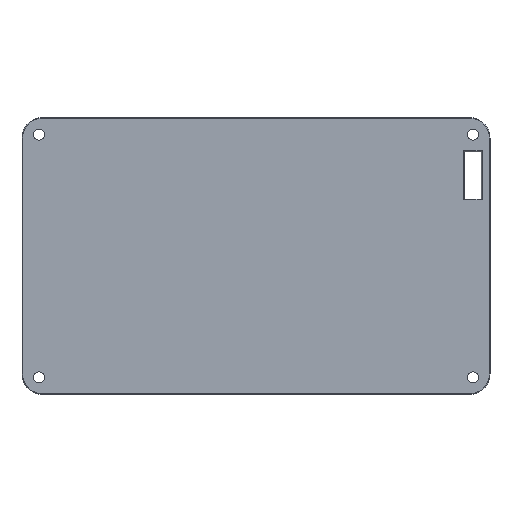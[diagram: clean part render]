
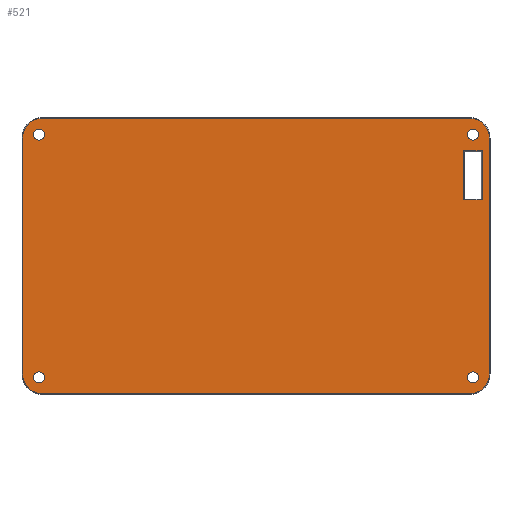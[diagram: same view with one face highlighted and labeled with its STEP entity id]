
A CAD part, top view. The second image highlights one B-rep face of the part: STEP entity #521.
In plain terms, the highlighted planar face has unit normal (0, 0, 1).
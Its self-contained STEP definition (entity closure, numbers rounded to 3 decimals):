
#15=FACE_BOUND('',#100,.T.);
#16=FACE_BOUND('',#101,.T.);
#17=FACE_BOUND('',#102,.T.);
#18=FACE_BOUND('',#103,.T.);
#19=FACE_BOUND('',#104,.T.);
#33=CIRCLE('',#543,5.8);
#35=CIRCLE('',#547,5.8);
#37=CIRCLE('',#551,5.8);
#39=CIRCLE('',#555,5.8);
#43=CIRCLE('',#564,1.6);
#44=CIRCLE('',#565,1.6);
#45=CIRCLE('',#566,1.6);
#46=CIRCLE('',#567,1.6);
#69=FACE_OUTER_BOUND('',#99,.T.);
#99=EDGE_LOOP('',(#395,#396,#397,#398,#399,#400,#401,#402));
#100=EDGE_LOOP('',(#403,#404,#405,#406));
#101=EDGE_LOOP('',(#407));
#102=EDGE_LOOP('',(#408));
#103=EDGE_LOOP('',(#409));
#104=EDGE_LOOP('',(#410));
#128=LINE('',#751,#180);
#133=LINE('',#765,#185);
#137=LINE('',#777,#189);
#141=LINE('',#789,#193);
#150=LINE('',#815,#202);
#151=LINE('',#817,#203);
#152=LINE('',#819,#204);
#153=LINE('',#820,#205);
#180=VECTOR('',#596,10.);
#185=VECTOR('',#609,10.);
#189=VECTOR('',#621,10.);
#193=VECTOR('',#633,10.);
#202=VECTOR('',#662,10.);
#203=VECTOR('',#663,10.);
#204=VECTOR('',#664,10.);
#205=VECTOR('',#665,10.);
#232=VERTEX_POINT('',#748);
#233=VERTEX_POINT('',#750);
#236=VERTEX_POINT('',#757);
#238=VERTEX_POINT('',#763);
#240=VERTEX_POINT('',#769);
#242=VERTEX_POINT('',#775);
#244=VERTEX_POINT('',#781);
#246=VERTEX_POINT('',#787);
#252=VERTEX_POINT('',#813);
#253=VERTEX_POINT('',#814);
#254=VERTEX_POINT('',#816);
#255=VERTEX_POINT('',#818);
#256=VERTEX_POINT('',#821);
#257=VERTEX_POINT('',#823);
#258=VERTEX_POINT('',#825);
#259=VERTEX_POINT('',#827);
#276=EDGE_CURVE('',#232,#233,#128,.T.);
#280=EDGE_CURVE('',#236,#232,#33,.T.);
#283=EDGE_CURVE('',#238,#236,#133,.T.);
#286=EDGE_CURVE('',#240,#238,#35,.T.);
#289=EDGE_CURVE('',#242,#240,#137,.T.);
#292=EDGE_CURVE('',#244,#242,#37,.T.);
#295=EDGE_CURVE('',#246,#244,#141,.T.);
#297=EDGE_CURVE('',#233,#246,#39,.T.);
#308=EDGE_CURVE('',#252,#253,#150,.T.);
#309=EDGE_CURVE('',#254,#252,#151,.T.);
#310=EDGE_CURVE('',#255,#254,#152,.T.);
#311=EDGE_CURVE('',#253,#255,#153,.T.);
#312=EDGE_CURVE('',#256,#256,#43,.T.);
#313=EDGE_CURVE('',#257,#257,#44,.T.);
#314=EDGE_CURVE('',#258,#258,#45,.T.);
#315=EDGE_CURVE('',#259,#259,#46,.T.);
#395=ORIENTED_EDGE('',*,*,#276,.F.);
#396=ORIENTED_EDGE('',*,*,#280,.F.);
#397=ORIENTED_EDGE('',*,*,#283,.F.);
#398=ORIENTED_EDGE('',*,*,#286,.F.);
#399=ORIENTED_EDGE('',*,*,#289,.F.);
#400=ORIENTED_EDGE('',*,*,#292,.F.);
#401=ORIENTED_EDGE('',*,*,#295,.F.);
#402=ORIENTED_EDGE('',*,*,#297,.F.);
#403=ORIENTED_EDGE('',*,*,#308,.F.);
#404=ORIENTED_EDGE('',*,*,#309,.F.);
#405=ORIENTED_EDGE('',*,*,#310,.F.);
#406=ORIENTED_EDGE('',*,*,#311,.F.);
#407=ORIENTED_EDGE('',*,*,#312,.T.);
#408=ORIENTED_EDGE('',*,*,#313,.T.);
#409=ORIENTED_EDGE('',*,*,#314,.T.);
#410=ORIENTED_EDGE('',*,*,#315,.T.);
#497=PLANE('',#563);
#521=ADVANCED_FACE('',(#69,#15,#16,#17,#18,#19),#497,.T.);
#543=AXIS2_PLACEMENT_3D('',#759,#602,#603);
#547=AXIS2_PLACEMENT_3D('',#771,#614,#615);
#551=AXIS2_PLACEMENT_3D('',#783,#626,#627);
#555=AXIS2_PLACEMENT_3D('',#792,#637,#638);
#563=AXIS2_PLACEMENT_3D('',#812,#660,#661);
#564=AXIS2_PLACEMENT_3D('',#822,#666,#667);
#565=AXIS2_PLACEMENT_3D('',#824,#668,#669);
#566=AXIS2_PLACEMENT_3D('',#826,#670,#671);
#567=AXIS2_PLACEMENT_3D('',#828,#672,#673);
#596=DIRECTION('',(0.,-1.,0.));
#602=DIRECTION('center_axis',(0.,0.,
-1.));
#603=DIRECTION('ref_axis',(1.,0.,0.));
#609=DIRECTION('',(1.,0.,0.));
#614=DIRECTION('center_axis',(0.,0.,
-1.));
#615=DIRECTION('ref_axis',(0.,1.,0.));
#621=DIRECTION('',(0.,1.,0.));
#626=DIRECTION('center_axis',(0.,0.,
-1.));
#627=DIRECTION('ref_axis',(-1.,0.,0.));
#633=DIRECTION('',(-1.,0.,0.));
#637=DIRECTION('center_axis',(0.,0.,
-1.));
#638=DIRECTION('ref_axis',(0.,-1.,0.));
#660=DIRECTION('center_axis',(0.,0.,
1.));
#661=DIRECTION('ref_axis',(1.,0.,0.));
#662=DIRECTION('',(0.,1.,0.));
#663=DIRECTION('',(1.,0.,0.));
#664=DIRECTION('',(0.,-1.,0.));
#665=DIRECTION('',(-1.,0.,0.));
#666=DIRECTION('center_axis',(0.,0.,
-1.));
#667=DIRECTION('ref_axis',(1.,0.,0.));
#668=DIRECTION('center_axis',(0.,0.,
-1.));
#669=DIRECTION('ref_axis',(1.,0.,0.));
#670=DIRECTION('center_axis',(0.,0.,
-1.));
#671=DIRECTION('ref_axis',(1.,0.,0.));
#672=DIRECTION('center_axis',(0.,0.,
-1.));
#673=DIRECTION('ref_axis',(1.,0.,0.));
#748=CARTESIAN_POINT('',(74.936,35.095,10.707));
#750=CARTESIAN_POINT('',(74.936,-34.205,10.707));
#751=CARTESIAN_POINT('',(74.936,-16.88,10.707));
#757=CARTESIAN_POINT('',(69.136,40.895,10.707));
#759=CARTESIAN_POINT('Origin',(69.136,35.095,10.707));
#763=CARTESIAN_POINT('',(-56.364,40.895,10.707));
#765=CARTESIAN_POINT('',(37.761,40.895,10.707));
#769=CARTESIAN_POINT('',(-62.164,35.095,10.707));
#771=CARTESIAN_POINT('Origin',(-56.364,35.095,10.707));
#775=CARTESIAN_POINT('',(-62.164,-34.205,10.707));
#777=CARTESIAN_POINT('',(-62.164,17.77,10.707));
#781=CARTESIAN_POINT('',(-56.364,-40.005,10.707));
#783=CARTESIAN_POINT('Origin',(-56.364,-34.205,10.707));
#787=CARTESIAN_POINT('',(69.136,-40.005,10.707));
#789=CARTESIAN_POINT('',(-24.989,-40.005,10.707));
#792=CARTESIAN_POINT('Origin',(69.136,-34.205,10.707));
#812=CARTESIAN_POINT('Origin',(6.386,0.445,10.707));
#813=CARTESIAN_POINT('',(72.818,16.905,10.707));
#814=CARTESIAN_POINT('',(72.818,31.305,10.707));
#815=CARTESIAN_POINT('',(72.818,15.775,10.707));
#816=CARTESIAN_POINT('',(67.418,16.905,10.707));
#817=CARTESIAN_POINT('',(39.502,16.905,10.707));
#818=CARTESIAN_POINT('',(67.418,31.305,10.707));
#819=CARTESIAN_POINT('',(67.418,8.775,10.707));
#820=CARTESIAN_POINT('',(37.002,31.305,10.707));
#821=CARTESIAN_POINT('',(-58.964,-35.205,10.707));
#822=CARTESIAN_POINT('Origin',(-57.364,-35.205,10.707));
#823=CARTESIAN_POINT('',(68.536,-35.205,10.707));
#824=CARTESIAN_POINT('Origin',(70.136,-35.205,10.707));
#825=CARTESIAN_POINT('',(-58.964,36.095,10.707));
#826=CARTESIAN_POINT('Origin',(-57.364,36.095,10.707));
#827=CARTESIAN_POINT('',(68.536,36.095,10.707));
#828=CARTESIAN_POINT('Origin',(70.136,36.095,10.707));
